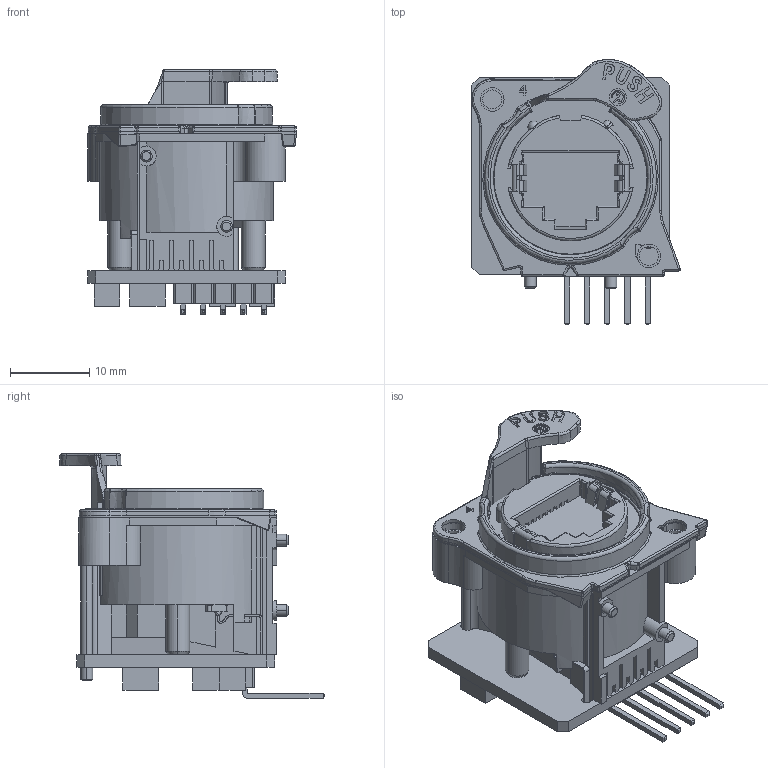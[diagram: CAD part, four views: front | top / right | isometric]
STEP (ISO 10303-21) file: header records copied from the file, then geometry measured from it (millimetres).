
FILE_DESCRIPTION((''),'2;1');
FILE_NAME('NE8FAH-M-MB-LR-DAE','2022-06-09T11:44:45',('phk'),(''),'CREO PARAMETRIC BY PTC INC, 2021184','CREO PARAMETRIC BY PTC INC, 2021184','');
FILE_SCHEMA(('CONFIG_CONTROL_DESIGN'));
Length unit declared in the file: millimetre
Products named in the file (1): NE8FAH-M-MB-LR-DAE
Bounding box: 26.39 x 33.46 x 30.9 mm (x, y, z)
Volume: 8887.8 mm3; surface area: 7779.9 mm2
Topology: 12 solids, 12 shells, 1630 faces, 4126 edges, 2549 vertices
Faces by surface type: plane 897, cylinder 370, bspline 135, cone 73, torus 64, extrusion 51, sphere 40
Entity records: 54672 total; most frequent: CARTESIAN_POINT 16453, ORIENTED_EDGE 8246, DIRECTION 7448, EDGE_CURVE 4123, VECTOR 2654, LINE 2603, VERTEX_POINT 2549, AXIS2_PLACEMENT_3D 2397
